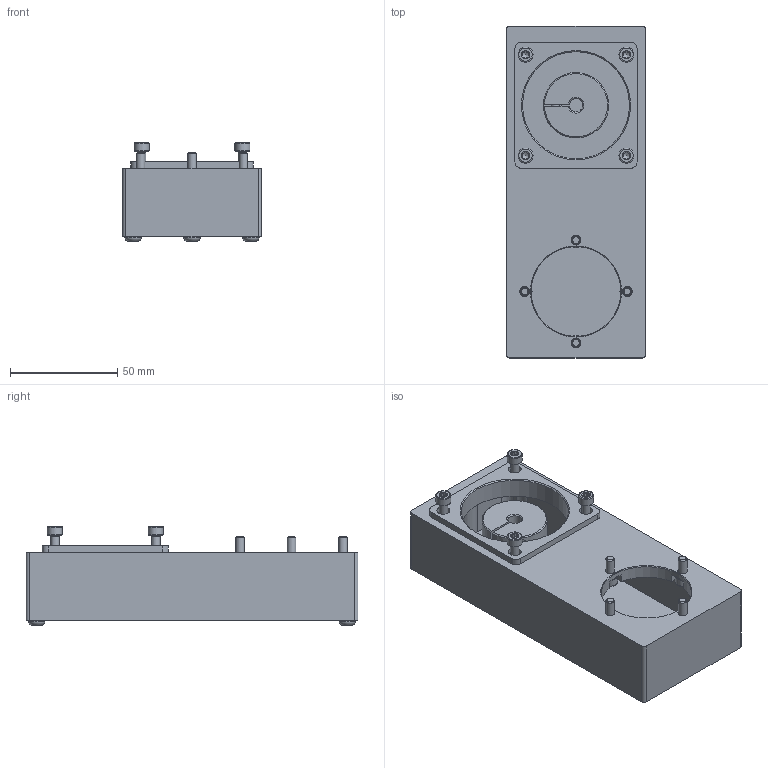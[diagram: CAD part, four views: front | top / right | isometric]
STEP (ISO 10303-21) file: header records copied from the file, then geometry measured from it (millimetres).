
FILE_DESCRIPTION(/* description */ ('STEP AP214'),/* implementation_level */ '2;1');
FILE_NAME(/* name */ '4331535_EAMM-U-65-T42-57A-87',/* time_stamp */ '2025-05-07T13:00:20+02:00',/* author */ ('License CC BY-ND 4.0'),/* organization */ ('CADENAS'),/* preprocessor_version */ 'ST-DEVELOPER v19.3',/* originating_system */ 'PARTsolutions',/* authorisation */ ' ');
FILE_SCHEMA (('AUTOMOTIVE_DESIGN {1 0 10303 214 3 1 1}'));
Length unit declared in the file: millimetre
Products named in the file (8): 4331535 EAMM-U-65-T42-57A-87; 4331535 EAMM-U-65-T42-57A-87---(P); ISO 14579 M4x10(F); ISO 14579 M4x14(F); 8095657 M4-2ST; 8160569 EAMC-30-GB16-D6.35x10-M; 4643583 EAMC-30-GS16-N; ISO-4762 M4x12
Assembly tree (16 placements, depth 2):
  4331535 EAMM-U-65-T42-57A-87
    4331535 EAMM-U-65-T42-57A-87---(P)
    ISO 14579 M4x10(F)  x4
    ISO 14579 M4x14(F)  x4
    8095657 M4-2ST  x4
    8160569 EAMC-30-GB16-D6.35x10-M
    4643583 EAMC-30-GS16-N
    ISO-4762 M4x12
Bounding box: 65 x 155 x 46.2 mm (x, y, z)
Volume: 125198.2 mm3; surface area: 69010.7 mm2
Topology: 16 solids, 16 shells, 545 faces, 1295 edges, 823 vertices
Faces by surface type: cylinder 241, plane 155, cone 115, torus 34
Full cylindrical faces by diameter (mm): 3.242 x6, 4 x9, 4.5 x4, 5.72 x4, 6 x4, 7 x9, 7.4 x1, 7.6 x3, 9.28 x4, 9.33 x4, 9.35 x4, 10.42 x4, 11.18 x4, 12 x4, 14 x1, 42 x1, 50 x1
Entity records: 9613 total; most frequent: CARTESIAN_POINT 1907, DIRECTION 1622, ORIENTED_EDGE 1434, EDGE_CURVE 717, AXIS2_PLACEMENT_3D 661, VERTEX_POINT 507, FACE_BOUND 436, EDGE_LOOP 433
